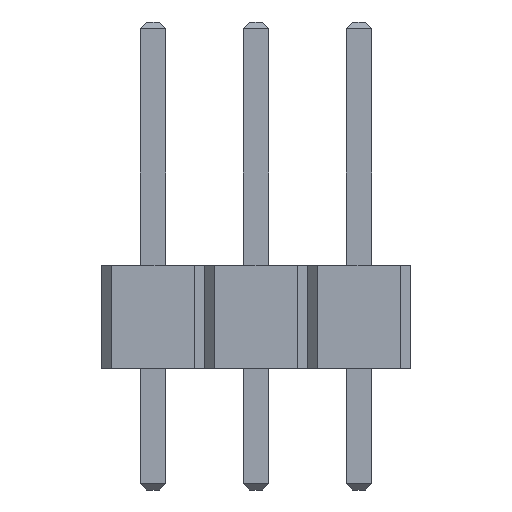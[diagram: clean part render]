
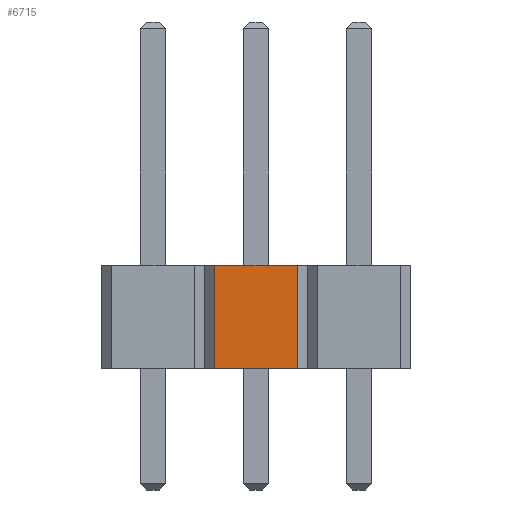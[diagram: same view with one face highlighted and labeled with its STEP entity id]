
A CAD part, front view. The second image highlights one B-rep face of the part: STEP entity #6715.
In plain terms, the highlighted planar face has unit normal (0, -1, 0).
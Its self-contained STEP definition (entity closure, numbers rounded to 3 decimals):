
#202=FACE_OUTER_BOUND('',#594,.T.);
#594=EDGE_LOOP('',(#4852,#4853,#4854,#4855));
#1141=LINE('',#9611,#2029);
#1188=LINE('',#9705,#2076);
#1249=LINE('',#9826,#2137);
#1251=LINE('',#9830,#2139);
#2029=VECTOR('',#7898,1.);
#2076=VECTOR('',#7947,1.);
#2137=VECTOR('',#8060,1.);
#2139=VECTOR('',#8066,1.);
#2802=VERTEX_POINT('',#9608);
#2803=VERTEX_POINT('',#9610);
#2848=VERTEX_POINT('',#9702);
#2849=VERTEX_POINT('',#9704);
#3469=EDGE_CURVE('',#2803,#2802,#1141,.T.);
#3516=EDGE_CURVE('',#2848,#2849,#1188,.T.);
#3577=EDGE_CURVE('',#2803,#2848,#1249,.T.);
#3579=EDGE_CURVE('',#2802,#2849,#1251,.T.);
#4852=ORIENTED_EDGE('',*,*,#3577,.F.);
#4853=ORIENTED_EDGE('',*,*,#3469,.T.);
#4854=ORIENTED_EDGE('',*,*,#3579,.T.);
#4855=ORIENTED_EDGE('',*,*,#3516,.F.);
#5968=PLANE('',#7103);
#6715=ADVANCED_FACE('',(#202),#5968,.F.);
#7103=AXIS2_PLACEMENT_3D('',#9829,#8064,#8065);
#7898=DIRECTION('',(1.,0.,0.));
#7947=DIRECTION('',(1.,0.,0.));
#8060=DIRECTION('',(0.,0.,1.));
#8064=DIRECTION('center_axis',(0.,1.,0.));
#8065=DIRECTION('ref_axis',(1.,0.,0.));
#8066=DIRECTION('',(0.,0.,1.));
#9608=CARTESIAN_POINT('',(3.556,-11.43,0.));
#9610=CARTESIAN_POINT('',(1.524,-11.43,0.));
#9611=CARTESIAN_POINT('',(1.524,-11.43,0.));
#9702=CARTESIAN_POINT('',(1.524,-11.43,2.54));
#9704=CARTESIAN_POINT('',(3.556,-11.43,2.54));
#9705=CARTESIAN_POINT('',(1.524,-11.43,2.54));
#9826=CARTESIAN_POINT('',(1.524,-11.43,0.));
#9829=CARTESIAN_POINT('Origin',(1.524,-11.43,0.));
#9830=CARTESIAN_POINT('',(3.556,-11.43,0.));
